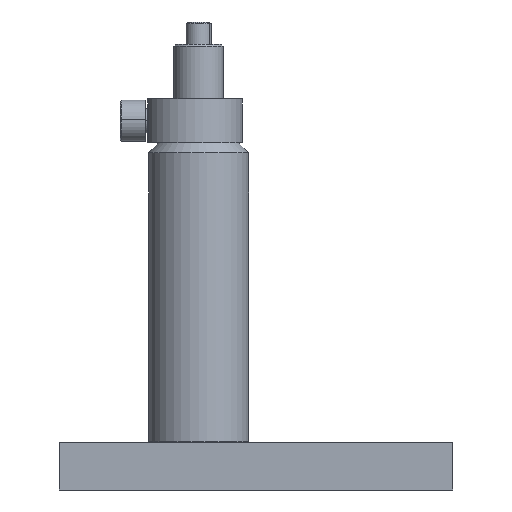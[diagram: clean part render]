
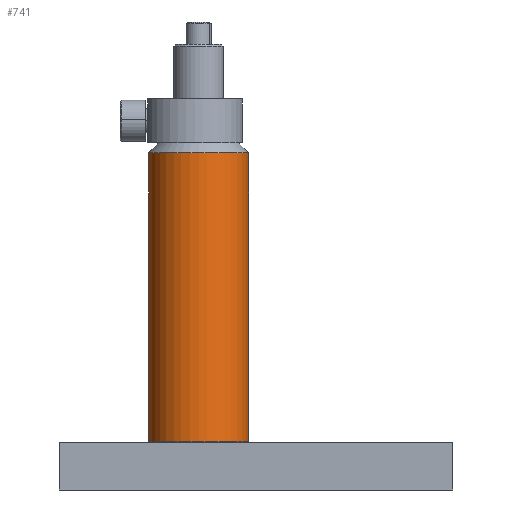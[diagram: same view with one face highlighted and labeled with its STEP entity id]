
A CAD part, front view. The second image highlights one B-rep face of the part: STEP entity #741.
In plain terms, the highlighted cylindrical face has radius 12.7 mm (diameter 25.4 mm), a partial arc.
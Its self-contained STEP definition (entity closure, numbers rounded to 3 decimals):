
#724 = ORIENTED_EDGE ( 'NONE', *, *, #738, .T. ) ;
#726 = ORIENTED_EDGE ( 'NONE', *, *, #934, .T. ) ;
#727 = ORIENTED_EDGE ( 'NONE', *, *, #728, .T. ) ;
#728 = EDGE_CURVE ( 'NONE', #932, #995, #3378, .T. ) ;
#736 = ORIENTED_EDGE ( 'NONE', *, *, #941, .F. ) ;
#738 = EDGE_CURVE ( 'NONE', #948, #947, #3364, .T. ) ;
#741 = ADVANCED_FACE ( 'NONE', ( #3412 ), #3451, .T. ) ;
#742 = EDGE_LOOP ( 'NONE', ( #736, #724, #726, #727 ) ) ;
#932 = VERTEX_POINT ( 'NONE', #3879 ) ;
#934 = EDGE_CURVE ( 'NONE', #947, #932, #3877, .T. ) ;
#941 = EDGE_CURVE ( 'NONE', #948, #995, #4203, .T. ) ;
#947 = VERTEX_POINT ( 'NONE', #4217 ) ;
#948 = VERTEX_POINT ( 'NONE', #4216 ) ;
#995 = VERTEX_POINT ( 'NONE', #4028 ) ;
#3360 = DIRECTION ( 'NONE',  ( 1., 0., 0. ) ) ;
#3361 = DIRECTION ( 'NONE',  ( 0., 0., 1. ) ) ;
#3362 = CARTESIAN_POINT ( 'NONE',  ( 0., 0., -75.946 ) ) ;
#3363 = AXIS2_PLACEMENT_3D ( 'NONE', #3362, #3361, #3360 ) ;
#3364 = CIRCLE ( 'NONE', #3363, 12.7 ) ;
#3374 = DIRECTION ( 'NONE',  ( 1., 0., 0. ) ) ;
#3375 = DIRECTION ( 'NONE',  ( 0., 0., -1. ) ) ;
#3376 = CARTESIAN_POINT ( 'NONE',  ( 0., 0., -2.54 ) ) ;
#3377 = AXIS2_PLACEMENT_3D ( 'NONE', #3376, #3375, #3374 ) ;
#3378 = CIRCLE ( 'NONE', #3377, 12.7 ) ;
#3412 = FACE_OUTER_BOUND ( 'NONE', #742, .T. ) ;
#3448 = DIRECTION ( 'NONE',  ( 1., 0., 0. ) ) ;
#3449 = DIRECTION ( 'NONE',  ( 0., 0., 1. ) ) ;
#3450 = AXIS2_PLACEMENT_3D ( 'NONE', #3453, #3449, #3448 ) ;
#3451 = CYLINDRICAL_SURFACE ( 'NONE', #3450, 12.7 ) ;
#3453 = CARTESIAN_POINT ( 'NONE',  ( 0., 0., -76.2 ) ) ;
#3874 = DIRECTION ( 'NONE',  ( 0., 0., 1. ) ) ;
#3875 = VECTOR ( 'NONE', #3874, 1000. ) ;
#3876 = CARTESIAN_POINT ( 'NONE',  ( 12.7, 0., -76.2 ) ) ;
#3877 = LINE ( 'NONE', #3876, #3875 ) ;
#3879 = CARTESIAN_POINT ( 'NONE',  ( 12.7, 0., -2.54 ) ) ;
#4028 = CARTESIAN_POINT ( 'NONE',  ( -12.7, 0., -2.54 ) ) ;
#4203 = LINE ( 'NONE', #4271, #4270 ) ;
#4216 = CARTESIAN_POINT ( 'NONE',  ( -12.7, 0., -75.946 ) ) ;
#4217 = CARTESIAN_POINT ( 'NONE',  ( 12.7, 0., -75.946 ) ) ;
#4269 = DIRECTION ( 'NONE',  ( 0., 0., 1. ) ) ;
#4270 = VECTOR ( 'NONE', #4269, 1000. ) ;
#4271 = CARTESIAN_POINT ( 'NONE',  ( -12.7, 0., -76.2 ) ) ;
